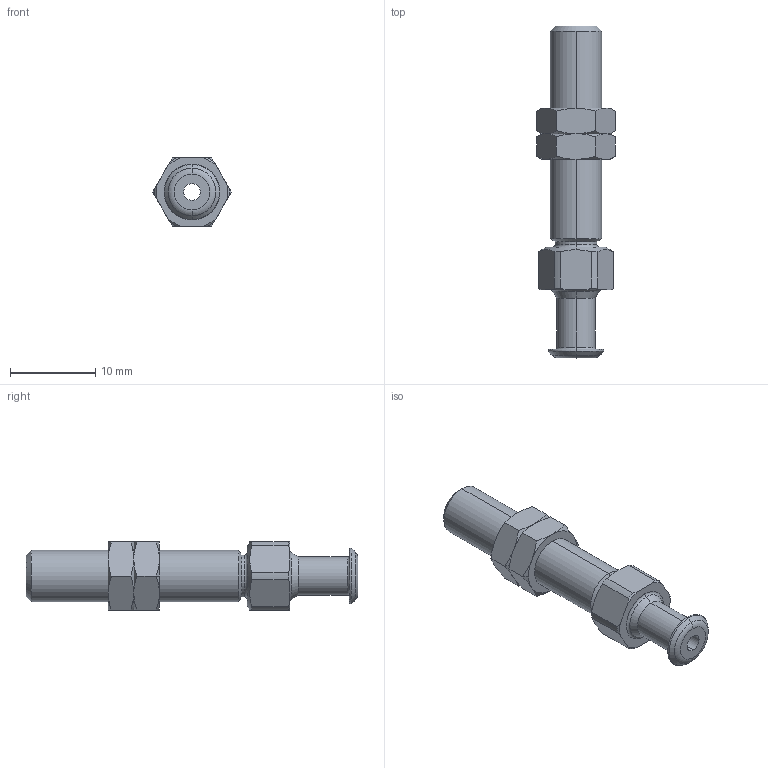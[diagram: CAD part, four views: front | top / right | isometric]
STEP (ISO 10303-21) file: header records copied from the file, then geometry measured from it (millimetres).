
FILE_DESCRIPTION (( 'STEP AP214' ), '1' );
FILE_NAME ('ZPT2-A6.STEP', '2018-05-24T04:42:30', ( 'SONIC' ), ( 'UNITCOM PC' ), 'SwSTEP 2.0', 'SolidWorks 2015', '' );
FILE_SCHEMA (( 'AUTOMOTIVE_DESIGN' ));
Length unit declared in the file: millimetre
Products named in the file (3): ZPT2-A6_Nut; ZPT2-A6
Assembly tree (3 placements, depth 2):
  ZPT2-A6
    ZPT2-A6
    ZPT2-A6_Nut  x2
Bounding box: 9.24 x 39 x 8 mm (x, y, z)
Volume: 1177.1 mm3; surface area: 1480.9 mm2
Topology: 3 solids, 3 shells, 99 faces, 224 edges, 134 vertices
Faces by surface type: cone 44, plane 27, cylinder 18, torus 10
Entity records: 2334 total; most frequent: CARTESIAN_POINT 541, DIRECTION 372, ORIENTED_EDGE 344, EDGE_CURVE 172, AXIS2_PLACEMENT_3D 163, VERTEX_POINT 104, EDGE_LOOP 82, CIRCLE 82
